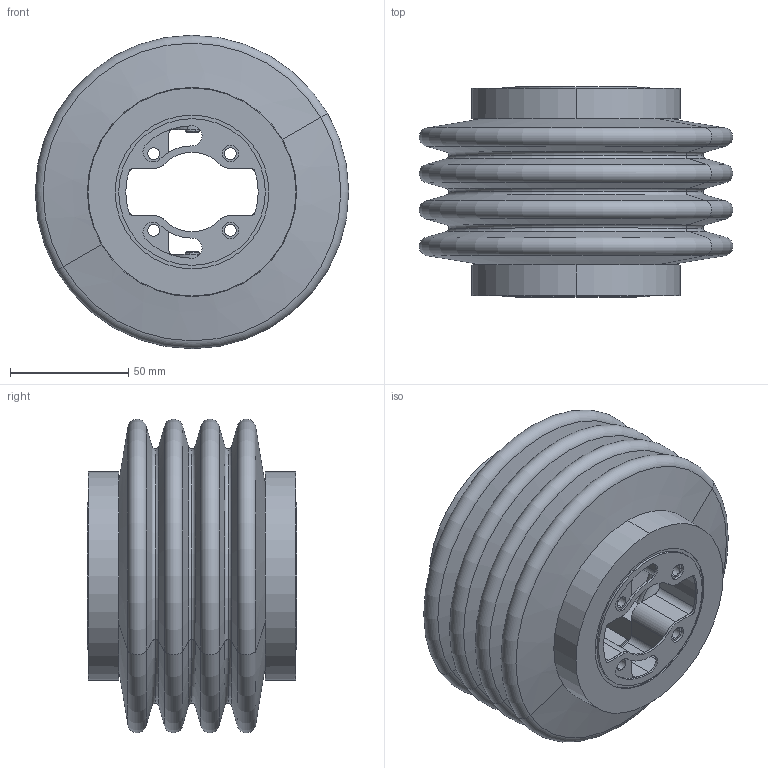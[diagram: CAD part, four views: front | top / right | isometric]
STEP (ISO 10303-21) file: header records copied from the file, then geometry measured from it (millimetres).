
FILE_DESCRIPTION (( 'STEP AP214' ), '1' );
FILE_NAME ('49448000.STEP', '2014-03-13T06:34:01', ( '' ), ( '' ), 'SwSTEP 2.0', 'SolidWorks 2013', '' );
FILE_SCHEMA (( 'AUTOMOTIVE_DESIGN' ));
Length unit declared in the file: millimetre
Products named in the file (13): 49448000; 95312; 83048; 95311; 84017; 84016; 95309; 82984; 94676; 83007; 93266; 12067_Bearbeitung Bohrung; 12068_Bearbeitung Gewinde M6
Assembly tree (55 placements, depth 2):
  49448000
    12068_Bearbeitung Gewinde M6
    12067_Bearbeitung Bohrung
    93266  x10
    83007  x8
    94676
    82984  x2
    95309  x18
    84016  x4
    84017  x4
    95311  x2
    83048  x2
    95312  x2
Bounding box: 132.59 x 88.75 x 132.59 mm (x, y, z)
Volume: 348508.4 mm3; surface area: 225578.2 mm2
Topology: 55 solids, 55 shells, 1166 faces, 2826 edges, 1802 vertices
Faces by surface type: cylinder 540, plane 454, torus 92, cone 80
Entity records: 13784 total; most frequent: DIRECTION 2426, CARTESIAN_POINT 2386, ORIENTED_EDGE 2076, EDGE_CURVE 1038, AXIS2_PLACEMENT_3D 969, VERTEX_POINT 657, CIRCLE 494, EDGE_LOOP 493
